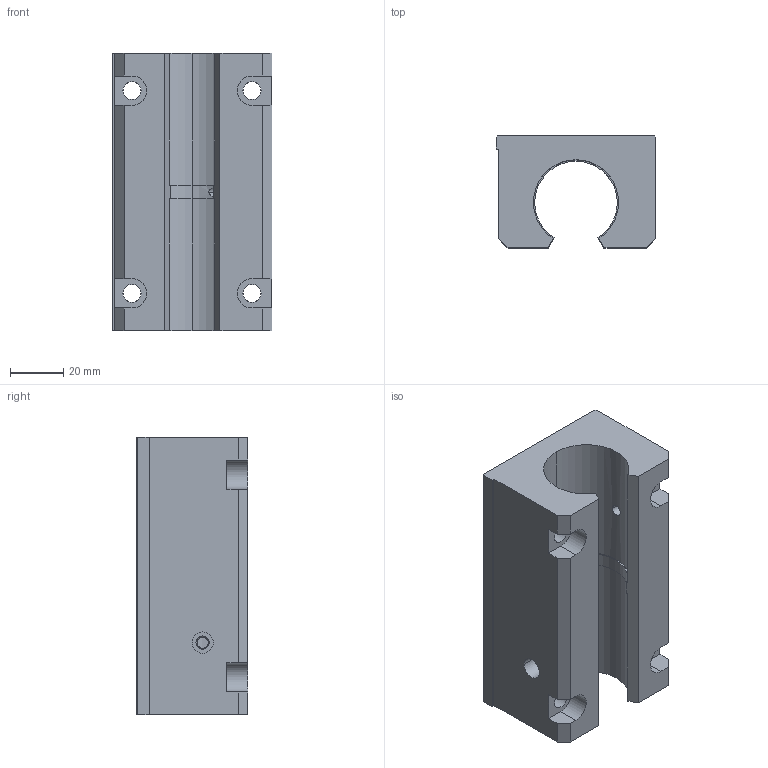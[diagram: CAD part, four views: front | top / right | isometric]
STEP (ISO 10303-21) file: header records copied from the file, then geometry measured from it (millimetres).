
FILE_DESCRIPTION( ( '' ), '1' );
FILE_NAME( 'tagi_op_20_2_03.stp', '2008-04-10T03:24:18', ( '' ), ( '' ), ' ', ' ', ' ' );
FILE_SCHEMA( ( 'CONFIG_CONTROL_DESIGN' ) );
Length unit declared in the file: millimetre
Products named in the file (1): 1
Bounding box: 60 x 42 x 104 mm (x, y, z)
Volume: 159631.6 mm3; surface area: 35335 mm2
Topology: 1 solids, 1 shells, 92 faces, 235 edges, 152 vertices
Faces by surface type: plane 40, cylinder 38, cone 14
Entity records: 3045 total; most frequent: CARTESIAN_POINT 674, DIRECTION 499, ORIENTED_EDGE 470, EDGE_CURVE 235, AXIS2_PLACEMENT_3D 177, VERTEX_POINT 152, LINE 145, VECTOR 145
